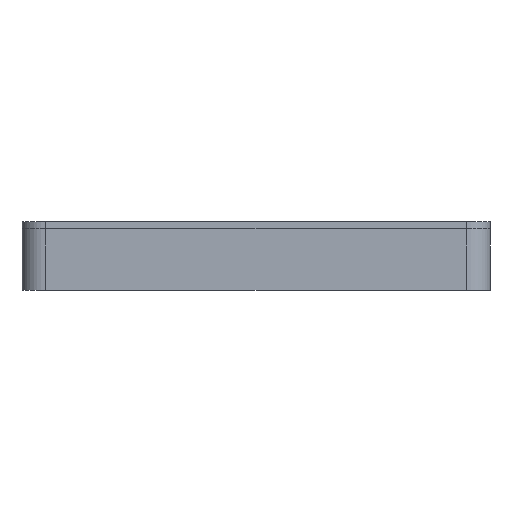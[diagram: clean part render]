
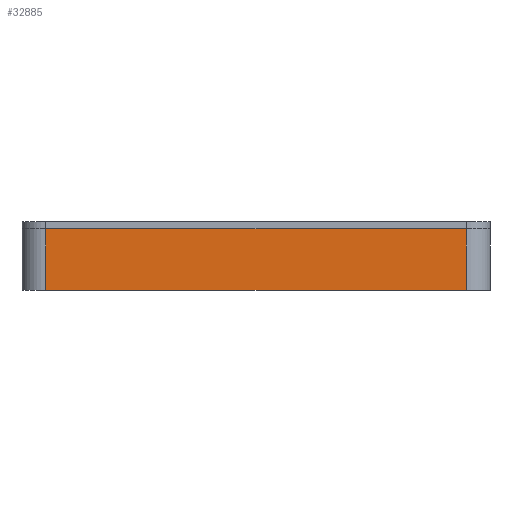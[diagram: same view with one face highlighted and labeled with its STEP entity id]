
A CAD part, front view. The second image highlights one B-rep face of the part: STEP entity #32885.
In plain terms, the highlighted planar face has unit normal (0, -1, 0).
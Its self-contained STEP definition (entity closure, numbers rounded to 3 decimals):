
#1290=PLANE('',#33866);
#1831=FACE_OUTER_BOUND('',#2772,.T.);
#2772=EDGE_LOOP('',(#24824,#24825,#24826,#24827));
#4391=LINE('',#45933,#8346);
#4396=LINE('',#45958,#8351);
#4397=LINE('',#45961,#8352);
#4398=LINE('',#45962,#8353);
#8346=VECTOR('',#36572,10.);
#8351=VECTOR('',#36599,10.);
#8352=VECTOR('',#36602,10.);
#8353=VECTOR('',#36603,10.);
#14064=VERTEX_POINT('',#45930);
#14065=VERTEX_POINT('',#45932);
#14074=VERTEX_POINT('',#45956);
#14075=VERTEX_POINT('',#45960);
#19084=EDGE_CURVE('',#14064,#14065,#4391,.T.);
#19097=EDGE_CURVE('',#14065,#14074,#4396,.T.);
#19098=EDGE_CURVE('',#14075,#14064,#4397,.T.);
#19099=EDGE_CURVE('',#14074,#14075,#4398,.T.);
#24824=ORIENTED_EDGE('',*,*,#19097,.F.);
#24825=ORIENTED_EDGE('',*,*,#19084,.F.);
#24826=ORIENTED_EDGE('',*,*,#19098,.F.);
#24827=ORIENTED_EDGE('',*,*,#19099,.F.);
#32885=ADVANCED_FACE('',(#1831),#1290,.T.);
#33866=AXIS2_PLACEMENT_3D('',#45959,#36600,#36601);
#36572=DIRECTION('',(-1.,0.,0.));
#36599=DIRECTION('',(0.,0.,1.));
#36600=DIRECTION('center_axis',(0.,-1.,0.));
#36601=DIRECTION('ref_axis',(1.,0.,0.));
#36602=DIRECTION('',(0.,0.,-1.));
#36603=DIRECTION('',(1.,0.,0.));
#45930=CARTESIAN_POINT('',(-70.737,-143.901,0.));
#45932=CARTESIAN_POINT('',(-160.287,-143.901,0.));
#45933=CARTESIAN_POINT('',(-65.737,-143.901,0.));
#45956=CARTESIAN_POINT('',(-160.287,-143.901,13.));
#45958=CARTESIAN_POINT('',(-160.287,-143.901,0.));
#45959=CARTESIAN_POINT('Origin',(-165.287,-143.901,0.));
#45960=CARTESIAN_POINT('',(-70.737,-143.901,13.));
#45961=CARTESIAN_POINT('',(-70.737,-143.901,0.));
#45962=CARTESIAN_POINT('',(-65.737,-143.901,13.));
